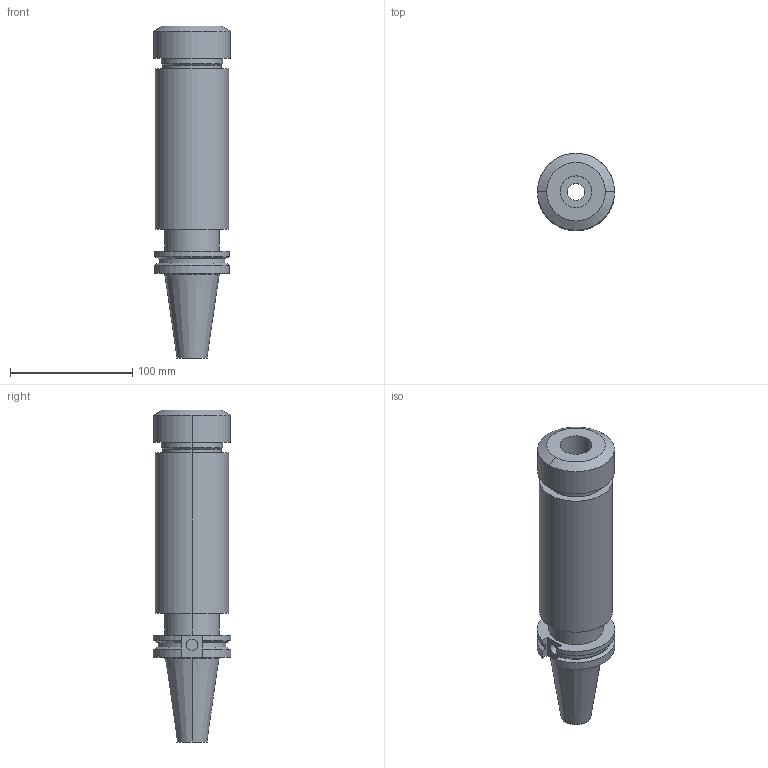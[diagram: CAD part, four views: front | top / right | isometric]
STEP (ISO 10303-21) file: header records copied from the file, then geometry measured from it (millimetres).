
FILE_DESCRIPTION (( 'STEP AP203' ), '1' );
FILE_NAME ('STP-SATE-46.122.40.800.STEP', '2021-05-12T06:26:30', ( '' ), ( '' ), 'SwSTEP 2.0', 'SolidWorks 2017', '' );
FILE_SCHEMA (( 'CONFIG_CONTROL_DESIGN' ));
Length unit declared in the file: millimetre
Products named in the file (1): STP-SATE-46.122.40.800
Bounding box: 63 x 63.26 x 271.45 mm (x, y, z)
Volume: 550569.2 mm3; surface area: 68962.2 mm2
Topology: 1 solids, 1 shells, 59 faces, 136 edges, 88 vertices
Faces by surface type: cylinder 28, plane 21, cone 10
Entity records: 1779 total; most frequent: DIRECTION 312, CARTESIAN_POINT 308, ORIENTED_EDGE 272, EDGE_CURVE 136, AXIS2_PLACEMENT_3D 124, VERTEX_POINT 88, EDGE_LOOP 70, CIRCLE 64
